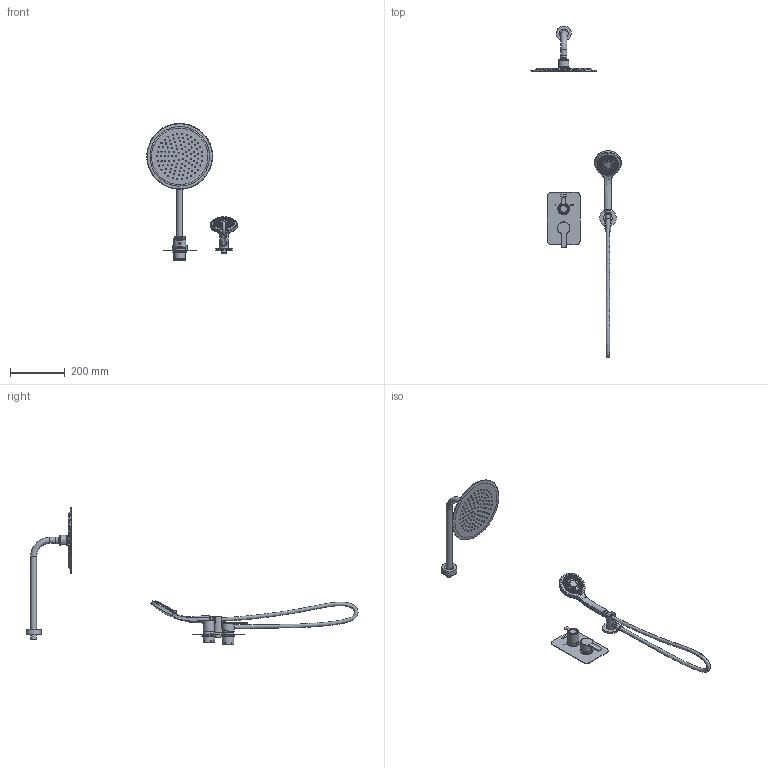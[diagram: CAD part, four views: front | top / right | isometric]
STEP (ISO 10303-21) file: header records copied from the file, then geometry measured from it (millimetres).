
FILE_DESCRIPTION (( 'STEP AP203' ), '1' );
FILE_NAME ('94CP01586.STEP', '2020-06-23T08:36:23', ( '' ), ( '' ), 'SwSTEP 2.0', 'SolidWorks 2018', '' );
FILE_SCHEMA (( 'CONFIG_CONTROL_DESIGN' ));
Length unit declared in the file: millimetre
Products named in the file (1): 94CP01586
Bounding box: 329.32 x 1208.69 x 499.46 mm (x, y, z)
Volume: 1119088.9 mm3; surface area: 355566.4 mm2
Topology: 19 solids, 19 shells, 1118 faces, 2246 edges, 1505 vertices
Faces by surface type: plane 424, cylinder 299, torus 208, cone 136, bspline 47, sphere 4
Full cylindrical faces by diameter (mm): 1 x105, 2 x9, 4 x69, 6.2 x2, 6.8 x1, 9.5 x1, 10.5 x2, 12.8 x1, 13.4 x2, 14 x2, 15 x2, 18 x3, 18.1 x2, 18.5 x2, 18.6 x1, 18.632 x2, 18.7 x1, 20.6 x1, 21 x6, 22 x2, 22.7 x1, 23.3 x1, 24 x1, 25.6 x1, 28 x1, 28.6 x1, 31 x2, 31.6 x1, 31.7 x1, 32 x1
Entity records: 33646 total; most frequent: CARTESIAN_POINT 14039, DIRECTION 4297, ORIENTED_EDGE 2736, AXIS2_PLACEMENT_3D 2078, EDGE_LOOP 2056, FACE_OUTER_BOUND 1563, EDGE_CURVE 1368, VERTEX_POINT 1208
